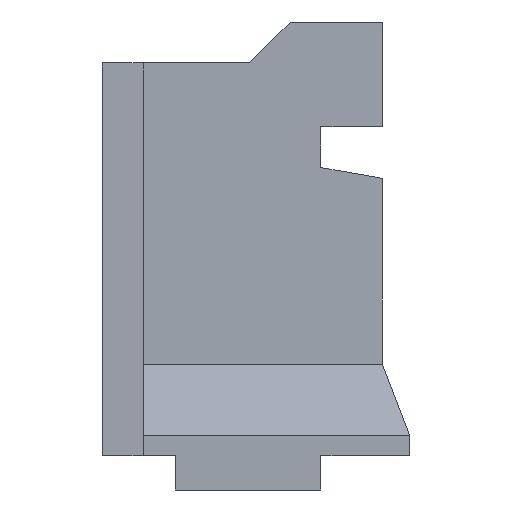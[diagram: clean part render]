
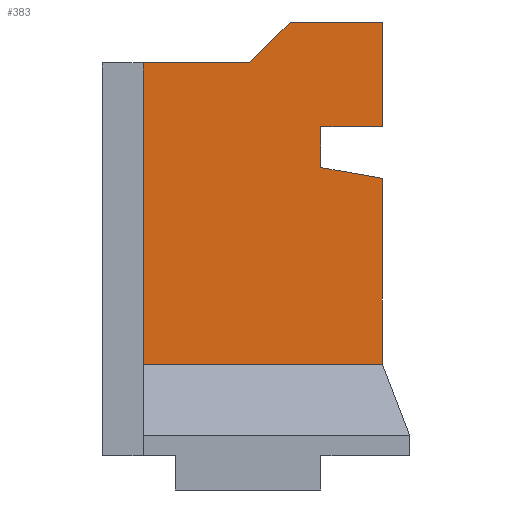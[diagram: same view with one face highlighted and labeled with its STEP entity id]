
A CAD part, left-side view. The second image highlights one B-rep face of the part: STEP entity #383.
In plain terms, the highlighted planar face has unit normal (-1, 0, 0).
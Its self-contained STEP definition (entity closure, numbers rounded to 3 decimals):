
#358 = ORIENTED_EDGE ( 'NONE', *, *, #2512, .F. ) ;
#359 = ORIENTED_EDGE ( 'NONE', *, *, #2628, .F. ) ;
#360 = ORIENTED_EDGE ( 'NONE', *, *, #2625, .F. ) ;
#361 = ORIENTED_EDGE ( 'NONE', *, *, #364, .F. ) ;
#362 = EDGE_LOOP ( 'NONE', ( #360, #361, #381, #365, #366, #380, #363, #358, #359, #374 ) ) ;
#363 = ORIENTED_EDGE ( 'NONE', *, *, #2515, .F. ) ;
#364 = EDGE_CURVE ( 'NONE', #372, #2545, #1288, .T. ) ;
#365 = ORIENTED_EDGE ( 'NONE', *, *, #684, .F. ) ;
#366 = ORIENTED_EDGE ( 'NONE', *, *, #2576, .F. ) ;
#372 = VERTEX_POINT ( 'NONE', #1274 ) ;
#374 = ORIENTED_EDGE ( 'NONE', *, *, #2652, .F. ) ;
#380 = ORIENTED_EDGE ( 'NONE', *, *, #2618, .F. ) ;
#381 = ORIENTED_EDGE ( 'NONE', *, *, #382, .T. ) ;
#382 = EDGE_CURVE ( 'NONE', #372, #686, #1329, .T. ) ;
#383 = ADVANCED_FACE ( 'NONE', ( #1325 ), #1324, .F. ) ;
#684 = EDGE_CURVE ( 'NONE', #685, #686, #1795, .T. ) ;
#685 = VERTEX_POINT ( 'NONE', #1791 ) ;
#686 = VERTEX_POINT ( 'NONE', #1790 ) ;
#1274 = CARTESIAN_POINT ( 'NONE',  ( -7.55, 4.475, -1.586 ) ) ;
#1285 = DIRECTION ( 'NONE',  ( 0., 0., 1. ) ) ;
#1286 = VECTOR ( 'NONE', #1285, 1000. ) ;
#1287 = CARTESIAN_POINT ( 'NONE',  ( -7.55, 4.475, -1.586 ) ) ;
#1288 = LINE ( 'NONE', #1287, #1286 ) ;
#1320 = DIRECTION ( 'NONE',  ( 0., 0., -1. ) ) ;
#1321 = DIRECTION ( 'NONE',  ( 1., 0., 0. ) ) ;
#1322 = CARTESIAN_POINT ( 'NONE',  ( -7.55, 5.075, -1.586 ) ) ;
#1323 = AXIS2_PLACEMENT_3D ( 'NONE', #1322, #1321, #1320 ) ;
#1324 = PLANE ( 'NONE',  #1323 ) ;
#1325 = FACE_OUTER_BOUND ( 'NONE', #362, .T. ) ;
#1326 = DIRECTION ( 'NONE',  ( 0., -1., 0. ) ) ;
#1327 = VECTOR ( 'NONE', #1326, 1000. ) ;
#1328 = CARTESIAN_POINT ( 'NONE',  ( -7.55, 5.075, -1.586 ) ) ;
#1329 = LINE ( 'NONE', #1328, #1327 ) ;
#1790 = CARTESIAN_POINT ( 'NONE',  ( -7.55, 0.975, -1.586 ) ) ;
#1791 = CARTESIAN_POINT ( 'NONE',  ( -7.55, 0.975, 1.136 ) ) ;
#1792 = DIRECTION ( 'NONE',  ( 0., 0., -1. ) ) ;
#1793 = VECTOR ( 'NONE', #1792, 1000. ) ;
#1794 = CARTESIAN_POINT ( 'NONE',  ( -7.55, 0.975, -0.138 ) ) ;
#1795 = LINE ( 'NONE', #1794, #1793 ) ;
#2023 = CARTESIAN_POINT ( 'NONE',  ( -7.55, 0.975, 1.895 ) ) ;
#2024 = LINE ( 'NONE', #2023, #2089 ) ;
#2026 = CARTESIAN_POINT ( 'NONE',  ( -7.55, 0.975, 3.425 ) ) ;
#2078 = DIRECTION ( 'NONE',  ( 0., 1., 0. ) ) ;
#2079 = VECTOR ( 'NONE', #2078, 1000. ) ;
#2080 = CARTESIAN_POINT ( 'NONE',  ( -7.55, 1.875, 1.895 ) ) ;
#2081 = LINE ( 'NONE', #2080, #2079 ) ;
#2088 = DIRECTION ( 'NONE',  ( 0., 0., -1. ) ) ;
#2089 = VECTOR ( 'NONE', #2088, 1000. ) ;
#2122 = CARTESIAN_POINT ( 'NONE',  ( -7.55, 0.975, 1.895 ) ) ;
#2127 = CARTESIAN_POINT ( 'NONE',  ( -7.55, 2.925, 2.825 ) ) ;
#2139 = CARTESIAN_POINT ( 'NONE',  ( -7.55, 1.875, 1.895 ) ) ;
#2155 = CARTESIAN_POINT ( 'NONE',  ( -7.55, 4.475, 2.825 ) ) ;
#2171 = CARTESIAN_POINT ( 'NONE',  ( -7.55, 2.325, 3.425 ) ) ;
#2176 = DIRECTION ( 'NONE',  ( 0., -0.985, -0.174 ) ) ;
#2177 = VECTOR ( 'NONE', #2176, 1000. ) ;
#2178 = CARTESIAN_POINT ( 'NONE',  ( -7.55, 0.975, 1.136 ) ) ;
#2179 = LINE ( 'NONE', #2178, #2177 ) ;
#2237 = CARTESIAN_POINT ( 'NONE',  ( -7.55, 1.875, 1.295 ) ) ;
#2257 = DIRECTION ( 'NONE',  ( 0., -1., 0. ) ) ;
#2258 = VECTOR ( 'NONE', #2257, 1000. ) ;
#2259 = CARTESIAN_POINT ( 'NONE',  ( -7.55, 5.075, 3.425 ) ) ;
#2260 = LINE ( 'NONE', #2259, #2258 ) ;
#2266 = DIRECTION ( 'NONE',  ( 0., -1., 0. ) ) ;
#2267 = VECTOR ( 'NONE', #2266, 1000. ) ;
#2268 = CARTESIAN_POINT ( 'NONE',  ( -7.55, 2.925, 2.825 ) ) ;
#2269 = LINE ( 'NONE', #2268, #2267 ) ;
#2275 = DIRECTION ( 'NONE',  ( 0., 0., -1. ) ) ;
#2276 = VECTOR ( 'NONE', #2275, 1000. ) ;
#2277 = CARTESIAN_POINT ( 'NONE',  ( -7.55, 1.875, 1.295 ) ) ;
#2278 = LINE ( 'NONE', #2277, #2276 ) ;
#2337 = DIRECTION ( 'NONE',  ( 0., -0.707, 0.707 ) ) ;
#2338 = VECTOR ( 'NONE', #2337, 1000. ) ;
#2339 = CARTESIAN_POINT ( 'NONE',  ( -7.55, 2.325, 3.425 ) ) ;
#2340 = LINE ( 'NONE', #2339, #2338 ) ;
#2510 = VERTEX_POINT ( 'NONE', #2026 ) ;
#2512 = EDGE_CURVE ( 'NONE', #2510, #2525, #2024, .T. ) ;
#2515 = EDGE_CURVE ( 'NONE', #2525, #2553, #2081, .T. ) ;
#2525 = VERTEX_POINT ( 'NONE', #2122 ) ;
#2545 = VERTEX_POINT ( 'NONE', #2155 ) ;
#2553 = VERTEX_POINT ( 'NONE', #2139 ) ;
#2572 = VERTEX_POINT ( 'NONE', #2127 ) ;
#2576 = EDGE_CURVE ( 'NONE', #2605, #685, #2179, .T. ) ;
#2578 = VERTEX_POINT ( 'NONE', #2171 ) ;
#2605 = VERTEX_POINT ( 'NONE', #2237 ) ;
#2618 = EDGE_CURVE ( 'NONE', #2553, #2605, #2278, .T. ) ;
#2625 = EDGE_CURVE ( 'NONE', #2545, #2572, #2269, .T. ) ;
#2628 = EDGE_CURVE ( 'NONE', #2578, #2510, #2260, .T. ) ;
#2652 = EDGE_CURVE ( 'NONE', #2572, #2578, #2340, .T. ) ;
